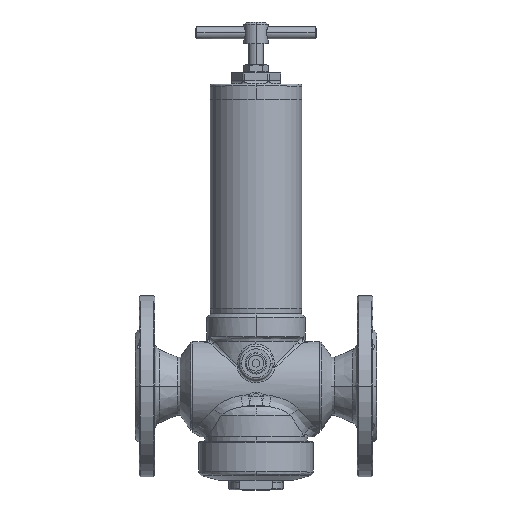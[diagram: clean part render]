
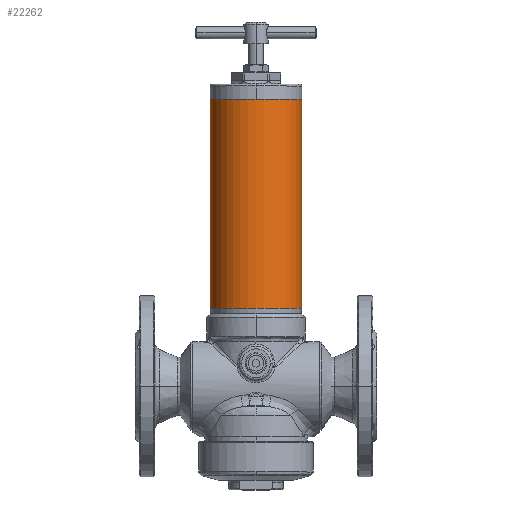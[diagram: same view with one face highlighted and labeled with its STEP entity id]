
A CAD part, top view. The second image highlights one B-rep face of the part: STEP entity #22262.
In plain terms, the highlighted cylindrical face has radius 38 mm (diameter 76 mm), a partial arc.
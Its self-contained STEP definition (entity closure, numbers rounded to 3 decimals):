
#973 = EDGE_CURVE ( 'NONE', #20382, #6423, #21584, .T. ) ;
#1014 = CARTESIAN_POINT ( 'NONE',  ( 38., 239.5, 0. ) ) ;
#1158 = EDGE_CURVE ( 'NONE', #2948, #20382, #10740, .T. ) ;
#1424 = AXIS2_PLACEMENT_3D ( 'NONE', #20130, #12866, #11254 ) ;
#2117 = AXIS2_PLACEMENT_3D ( 'NONE', #20180, #16583, #9422 ) ;
#2447 = DIRECTION ( 'NONE',  ( 0., -1., 0. ) ) ;
#2948 = VERTEX_POINT ( 'NONE', #6601 ) ;
#3273 = CARTESIAN_POINT ( 'NONE',  ( 38., 238., 0. ) ) ;
#3990 = CARTESIAN_POINT ( 'NONE',  ( 0., 64.6, 0. ) ) ;
#5837 = VECTOR ( 'NONE', #2447, 1000. ) ;
#5928 = CARTESIAN_POINT ( 'NONE',  ( 38., 64.6, 0. ) ) ;
#6423 = VERTEX_POINT ( 'NONE', #5928 ) ;
#6601 = CARTESIAN_POINT ( 'NONE',  ( -38., 238., 0. ) ) ;
#8194 = ORIENTED_EDGE ( 'NONE', *, *, #973, .T. ) ;
#8237 = CYLINDRICAL_SURFACE ( 'NONE', #2117, 38. ) ;
#9089 = ORIENTED_EDGE ( 'NONE', *, *, #13203, .F. ) ;
#9422 = DIRECTION ( 'NONE',  ( 1., 0., 0. ) ) ;
#10740 = LINE ( 'NONE', #11901, #5837 ) ;
#11254 = DIRECTION ( 'NONE',  ( 1., 0., 0. ) ) ;
#11901 = CARTESIAN_POINT ( 'NONE',  ( -38., 239.5, 0. ) ) ;
#12006 = ORIENTED_EDGE ( 'NONE', *, *, #16728, .T. ) ;
#12728 = ORIENTED_EDGE ( 'NONE', *, *, #1158, .T. ) ;
#12866 = DIRECTION ( 'NONE',  ( 0., -1., 0. ) ) ;
#13203 = EDGE_CURVE ( 'NONE', #18027, #6423, #15511, .T. ) ;
#13339 = DIRECTION ( 'NONE',  ( 0., 1., 0. ) ) ;
#13427 = AXIS2_PLACEMENT_3D ( 'NONE', #3990, #13339, #20451 ) ;
#14953 = VECTOR ( 'NONE', #22876, 1000. ) ;
#15511 = LINE ( 'NONE', #1014, #14953 ) ;
#16205 = EDGE_LOOP ( 'NONE', ( #12006, #12728, #8194, #9089 ) ) ;
#16583 = DIRECTION ( 'NONE',  ( 0., -1., 0. ) ) ;
#16728 = EDGE_CURVE ( 'NONE', #18027, #2948, #18956, .T. ) ;
#17091 = FACE_OUTER_BOUND ( 'NONE', #16205, .T. ) ;
#18027 = VERTEX_POINT ( 'NONE', #3273 ) ;
#18956 = CIRCLE ( 'NONE', #1424, 38. ) ;
#20130 = CARTESIAN_POINT ( 'NONE',  ( 0., 238., 0. ) ) ;
#20180 = CARTESIAN_POINT ( 'NONE',  ( 0., 239.5, 0. ) ) ;
#20382 = VERTEX_POINT ( 'NONE', #23055 ) ;
#20451 = DIRECTION ( 'NONE',  ( 1., 0., 0. ) ) ;
#21584 = CIRCLE ( 'NONE', #13427, 38. ) ;
#22262 = ADVANCED_FACE ( 'NONE', ( #17091 ), #8237, .T. ) ;
#22876 = DIRECTION ( 'NONE',  ( 0., -1., 0. ) ) ;
#23055 = CARTESIAN_POINT ( 'NONE',  ( -38., 64.6, 0. ) ) ;
